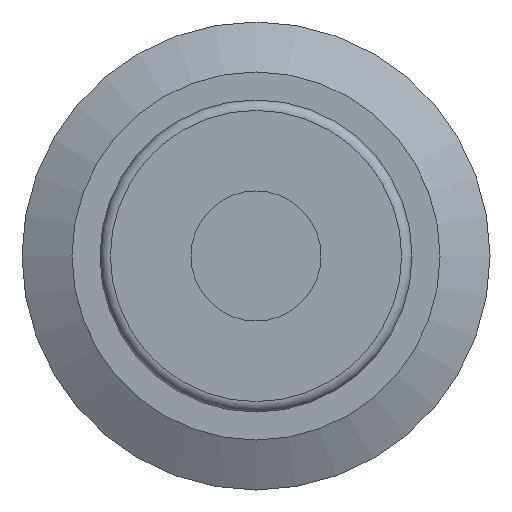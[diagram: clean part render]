
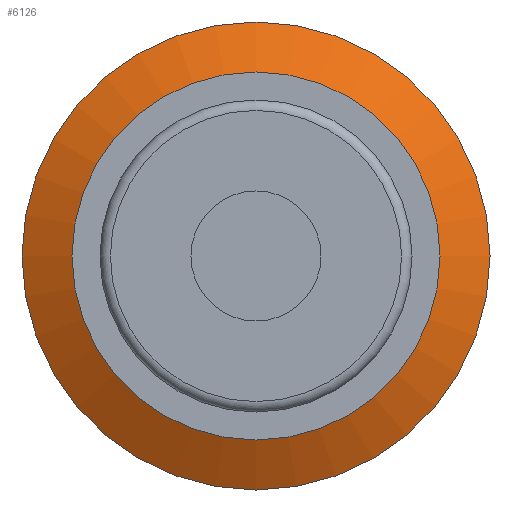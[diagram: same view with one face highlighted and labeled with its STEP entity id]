
A CAD part, left-side view. The second image highlights one B-rep face of the part: STEP entity #6126.
In plain terms, the highlighted conical face has half-angle 62.5 degrees and reference radius 8.04 mm.
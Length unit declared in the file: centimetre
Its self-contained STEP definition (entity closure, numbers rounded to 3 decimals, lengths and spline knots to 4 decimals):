
#231=CONICAL_SURFACE('',#6503,0.804,1.091);
#295=LINE('',#8340,#972);
#972=VECTOR('',#6915,0.804);
#1689=FACE_OUTER_BOUND('',#2039,.T.);
#2039=EDGE_LOOP('',(#4076,#4077,#4078,#4079,#4080));
#2437=CIRCLE('',#6495,0.9);
#2438=CIRCLE('',#6496,0.9);
#2441=CIRCLE('',#6501,0.7079);
#2538=VERTEX_POINT('',#8324);
#2539=VERTEX_POINT('',#8325);
#2542=VERTEX_POINT('',#8335);
#3146=EDGE_CURVE('',#2538,#2539,#2437,.T.);
#3147=EDGE_CURVE('',#2539,#2538,#2438,.T.);
#3151=EDGE_CURVE('',#2542,#2542,#2441,.T.);
#3153=EDGE_CURVE('',#2542,#2539,#295,.T.);
#4076=ORIENTED_EDGE('',*,*,#3151,.F.);
#4077=ORIENTED_EDGE('',*,*,#3153,.T.);
#4078=ORIENTED_EDGE('',*,*,#3146,.F.);
#4079=ORIENTED_EDGE('',*,*,#3147,.F.);
#4080=ORIENTED_EDGE('',*,*,#3153,.F.);
#6126=ADVANCED_FACE('',(#1689),#231,.T.);
#6495=AXIS2_PLACEMENT_3D('',#8326,#6896,#6897);
#6496=AXIS2_PLACEMENT_3D('',#8327,#6898,#6899);
#6501=AXIS2_PLACEMENT_3D('',#8336,#6909,#6910);
#6503=AXIS2_PLACEMENT_3D('',#8339,#6913,#6914);
#6896=DIRECTION('center_axis',(1.,0.,0.));
#6897=DIRECTION('ref_axis',(0.,-1.,0.));
#6898=DIRECTION('center_axis',(1.,0.,0.));
#6899=DIRECTION('ref_axis',(0.,-1.,0.));
#6909=DIRECTION('center_axis',(-1.,0.,0.));
#6910=DIRECTION('ref_axis',(0.,0.,1.));
#6913=DIRECTION('center_axis',(1.,0.,0.));
#6914=DIRECTION('ref_axis',(0.,0.,1.));
#6915=DIRECTION('',(0.462,0.,-0.887));
#8324=CARTESIAN_POINT('',(-0.05,0.9,0.));
#8325=CARTESIAN_POINT('',(-0.05,0.,-0.9));
#8326=CARTESIAN_POINT('Origin',(-0.05,0.,0.));
#8327=CARTESIAN_POINT('Origin',(-0.05,0.,0.));
#8335=CARTESIAN_POINT('',(-0.15,0.,-0.7079));
#8336=CARTESIAN_POINT('Origin',(-0.15,0.,0.));
#8339=CARTESIAN_POINT('Origin',(-0.1,0.,0.));
#8340=CARTESIAN_POINT('',(-0.1,0.,-0.804));
